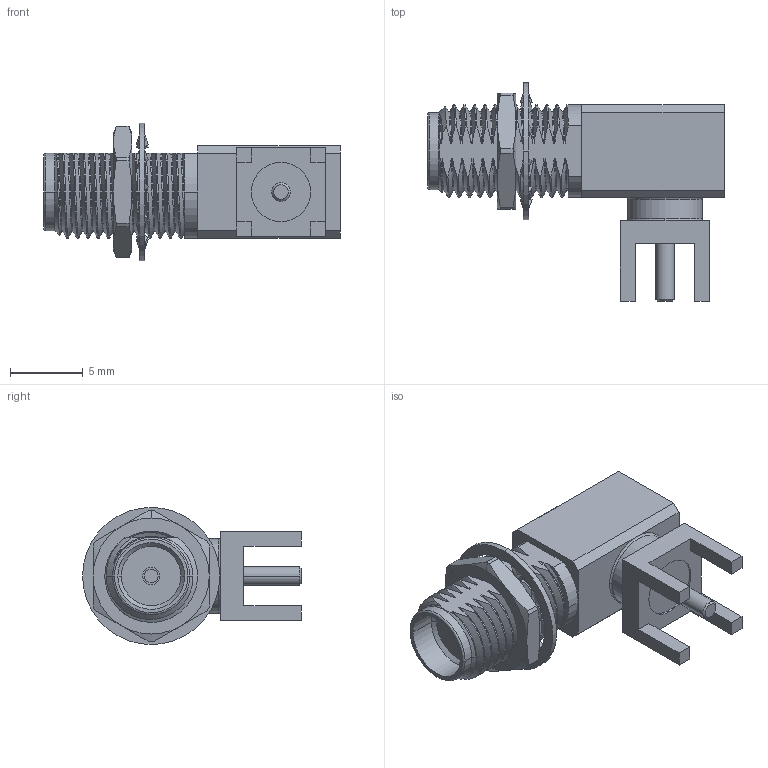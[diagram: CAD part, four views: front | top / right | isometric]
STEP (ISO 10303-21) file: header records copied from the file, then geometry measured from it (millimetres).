
FILE_DESCRIPTION (( 'STEP AP203' ), '1' );
FILE_NAME ('PE4545.step', '2018-05-22T20:23:48', ( '' ), ( '' ), 'SwSTEP 2.0', 'SolidWorks 2017', '' );
FILE_SCHEMA (( 'CONFIG_CONTROL_DESIGN' ));
Length unit declared in the file: inch
Products named in the file (1): PE4545
Bounding box: 20.32 x 14.99 x 9.4 mm (x, y, z)
Volume: 789.1 mm3; surface area: 1065.5 mm2
Topology: 4 solids, 4 shells, 258 faces, 746 edges, 501 vertices
Faces by surface type: bspline 85, cylinder 78, plane 63, cone 26, torus 6
Entity records: 24592 total; most frequent: CARTESIAN_POINT 18641, ORIENTED_EDGE 1492, DIRECTION 912, EDGE_CURVE 746, VERTEX_POINT 501, AXIS2_PLACEMENT_3D 321, LINE 270, VECTOR 270
